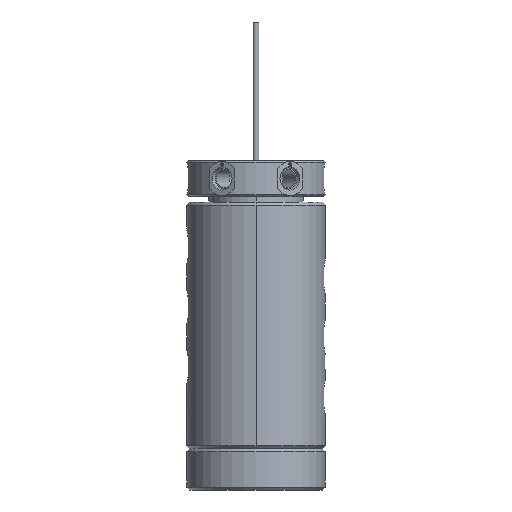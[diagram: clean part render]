
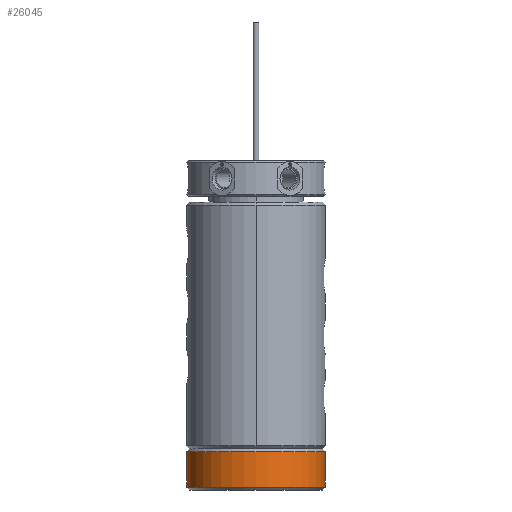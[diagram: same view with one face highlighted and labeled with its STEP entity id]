
A CAD part, left-side view. The second image highlights one B-rep face of the part: STEP entity #26045.
In plain terms, the highlighted cylindrical face has radius 37.3 mm (diameter 74.6 mm), a partial arc.
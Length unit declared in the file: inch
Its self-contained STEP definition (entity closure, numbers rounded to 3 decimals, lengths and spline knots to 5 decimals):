
#7904=CARTESIAN_POINT('',(0.,0.,-6.156));
#7905=DIRECTION('',(0.,0.,-1.));
#7906=DIRECTION('',(0.,-1.,0.));
#7907=AXIS2_PLACEMENT_3D('',#7904,#7905,#7906);
#7941=DIRECTION('',(0.,0.,1.));
#7942=VECTOR('',#7941,0.751);
#7943=CARTESIAN_POINT('',(0.,-1.4685,-6.907));
#7944=LINE('',#7943,#7942);
#7945=DIRECTION('',(0.,0.,1.));
#7946=VECTOR('',#7945,0.751);
#7947=CARTESIAN_POINT('',(0.,1.4685,-6.907));
#7948=LINE('',#7947,#7946);
#7953=CARTESIAN_POINT('',(0.,0.,-6.907));
#7954=DIRECTION('',(0.,0.,1.));
#7955=DIRECTION('',(0.,1.,0.));
#7956=AXIS2_PLACEMENT_3D('',#7953,#7954,#7955);
#13302=CARTESIAN_POINT('',(0.,-1.4685,-6.156));
#13303=VERTEX_POINT('',#13302);
#13304=CARTESIAN_POINT('',(0.,1.4685,-6.156));
#13305=VERTEX_POINT('',#13304);
#13306=CARTESIAN_POINT('',(0.,-1.4685,-6.907));
#13307=VERTEX_POINT('',#13306);
#13308=CARTESIAN_POINT('',(0.,1.4685,-6.907));
#13309=VERTEX_POINT('',#13308);
#26033=CARTESIAN_POINT('',(0.,0.,-7.01275));
#26034=DIRECTION('',(0.,0.,1.));
#26035=DIRECTION('',(0.,1.,0.));
#26036=AXIS2_PLACEMENT_3D('',#26033,#26034,#26035);
#26037=CYLINDRICAL_SURFACE('',#26036,1.4685);
#26038=ORIENTED_EDGE('',*,*,#26017,.F.);
#26040=ORIENTED_EDGE('',*,*,#26039,.F.);
#26041=ORIENTED_EDGE('',*,*,#26020,.T.);
#26042=ORIENTED_EDGE('',*,*,#25976,.F.);
#26043=EDGE_LOOP('',(#26038,#26040,#26041,#26042));
#26044=FACE_OUTER_BOUND('',#26043,.F.);
#7908=CIRCLE('',#7907,1.4685);
#7957=CIRCLE('',#7956,1.4685);
#25976=EDGE_CURVE('',#13303,#13305,#7908,.T.);
#26017=EDGE_CURVE('',#13307,#13303,#7944,.T.);
#26020=EDGE_CURVE('',#13309,#13305,#7948,.T.);
#26039=EDGE_CURVE('',#13309,#13307,#7957,.T.);
#26045=ADVANCED_FACE('',(#26044),#26037,.T.);
